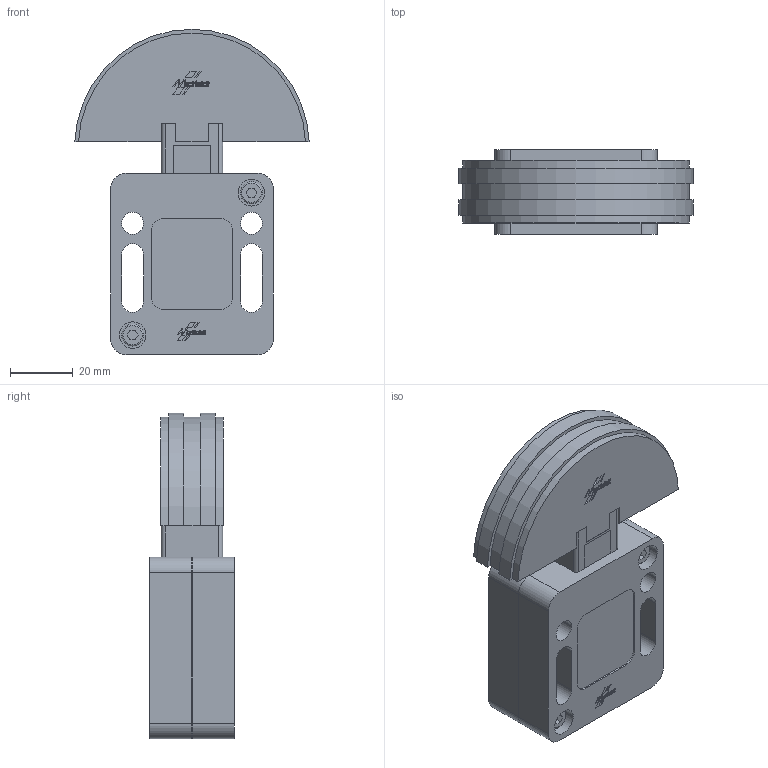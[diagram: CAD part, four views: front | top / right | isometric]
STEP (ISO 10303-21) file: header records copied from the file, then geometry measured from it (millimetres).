
FILE_DESCRIPTION(('STEP AP214'),'1');
FILE_NAME('cctmp_1D9C69AF-213D-48C1-AC0C-CF5720BE8E80_2023_6_20_12_31_23_911..stp','2023-06-20T10:31:24',('Murtfeldt Kunststoffe GmbH & Co.KG'),('CADClick - www.CADClick.com'),'Spatial InterOp 3D',' ','unknown authorization');
FILE_SCHEMA(('AUTOMOTIVE_DESIGN'));
Length unit declared in the file: millimetre
Products named in the file (1): 1
Bounding box: 74.94 x 27 x 104 mm (x, y, z)
Volume: 114268.7 mm3; surface area: 32391.3 mm2
Topology: 3 solids, 5 shells, 538 faces, 1449 edges, 956 vertices
Faces by surface type: plane 295, cylinder 217, torus 16, cone 10
Entity records: 21289 total; most frequent: DIRECTION 2999, CARTESIAN_POINT 2940, ORIENTED_EDGE 2886, EDGE_CURVE 1443, AXIS2_PLACEMENT_3D 1015, LINE 969, VECTOR 969, VERTEX_POINT 956
